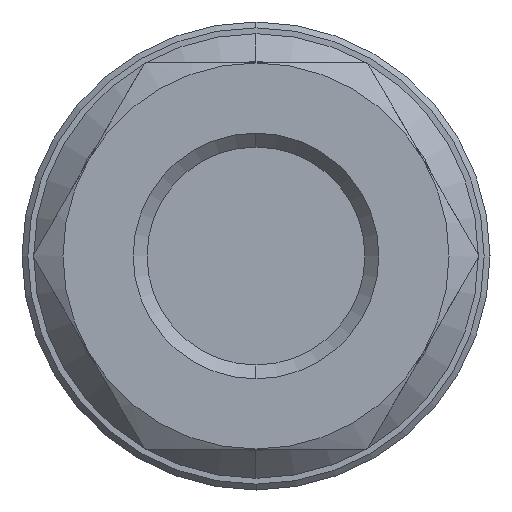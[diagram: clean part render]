
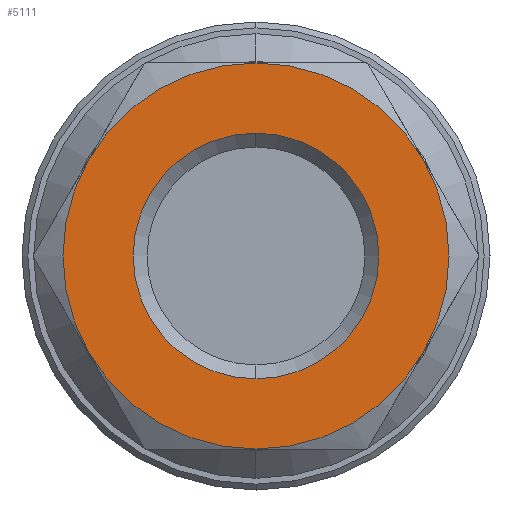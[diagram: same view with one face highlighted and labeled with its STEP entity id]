
A CAD part, left-side view. The second image highlights one B-rep face of the part: STEP entity #5111.
In plain terms, the highlighted planar face has unit normal (-1, 0, 0).
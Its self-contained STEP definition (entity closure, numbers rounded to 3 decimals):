
#218 = EDGE_LOOP ( 'NONE', ( #7458, #7457 ) ) ;
#344 = EDGE_LOOP ( 'NONE', ( #7456, #7455, #7454, #7453, #7452, #7451 ) ) ;
#571 = EDGE_CURVE ( 'NONE', #3108, #3105, #1894, .T. ) ;
#582 = EDGE_CURVE ( 'NONE', #3105, #3108, #1907, .T. ) ;
#583 = EDGE_CURVE ( 'NONE', #3112, #3113, #1908, .T. ) ;
#584 = EDGE_CURVE ( 'NONE', #3115, #3112, #1909, .T. ) ;
#585 = EDGE_CURVE ( 'NONE', #3114, #3115, #1911, .T. ) ;
#586 = EDGE_CURVE ( 'NONE', #3116, #3114, #1914, .T. ) ;
#587 = EDGE_CURVE ( 'NONE', #3118, #3116, #1916, .T. ) ;
#589 = EDGE_CURVE ( 'NONE', #3113, #3118, #1917, .T. ) ;
#946 = AXIS2_PLACEMENT_3D ( 'NONE', #3405, #3406, #3407 ) ;
#952 = AXIS2_PLACEMENT_3D ( 'NONE', #3491, #3492, #3493 ) ;
#953 = AXIS2_PLACEMENT_3D ( 'NONE', #3494, #3495, #3496 ) ;
#954 = AXIS2_PLACEMENT_3D ( 'NONE', #3497, #3498, #3499 ) ;
#955 = AXIS2_PLACEMENT_3D ( 'NONE', #3500, #3501, #3502 ) ;
#956 = AXIS2_PLACEMENT_3D ( 'NONE', #3503, #3504, #3505 ) ;
#957 = AXIS2_PLACEMENT_3D ( 'NONE', #3506, #3507, #3508 ) ;
#958 = AXIS2_PLACEMENT_3D ( 'NONE', #3509, #3510, #3511 ) ;
#1894 = CIRCLE ( 'NONE', #946, 10.5 ) ;
#1907 = CIRCLE ( 'NONE', #952, 10.5 ) ;
#1908 = CIRCLE ( 'NONE', #953, 16.5 ) ;
#1909 = CIRCLE ( 'NONE', #954, 16.5 ) ;
#1911 = CIRCLE ( 'NONE', #955, 16.5 ) ;
#1914 = CIRCLE ( 'NONE', #956, 16.5 ) ;
#1916 = CIRCLE ( 'NONE', #957, 16.5 ) ;
#1917 = CIRCLE ( 'NONE', #958, 16.5 ) ;
#2745 = FACE_BOUND ( 'NONE', #218, .T. ) ;
#2747 = FACE_OUTER_BOUND ( 'NONE', #344, .T. ) ;
#3105 = VERTEX_POINT ( 'NONE', #6314 ) ;
#3108 = VERTEX_POINT ( 'NONE', #6317 ) ;
#3112 = VERTEX_POINT ( 'NONE', #6321 ) ;
#3113 = VERTEX_POINT ( 'NONE', #6322 ) ;
#3114 = VERTEX_POINT ( 'NONE', #6323 ) ;
#3115 = VERTEX_POINT ( 'NONE', #6324 ) ;
#3116 = VERTEX_POINT ( 'NONE', #6325 ) ;
#3118 = VERTEX_POINT ( 'NONE', #6327 ) ;
#3405 = CARTESIAN_POINT ( 'NONE',  ( 0., 0., 0. ) ) ;
#3406 = DIRECTION ( 'NONE',  ( 1., 0., 0. ) ) ;
#3407 = DIRECTION ( 'NONE',  ( 0., 0., -1. ) ) ;
#3491 = CARTESIAN_POINT ( 'NONE',  ( 0., 0., 0. ) ) ;
#3492 = DIRECTION ( 'NONE',  ( 1., 0., 0. ) ) ;
#3493 = DIRECTION ( 'NONE',  ( 0., 0., -1. ) ) ;
#3494 = CARTESIAN_POINT ( 'NONE',  ( 0., 0., 0. ) ) ;
#3495 = DIRECTION ( 'NONE',  ( 1., 0., 0. ) ) ;
#3496 = DIRECTION ( 'NONE',  ( 0., 0., -1. ) ) ;
#3497 = CARTESIAN_POINT ( 'NONE',  ( 0., 0., 0. ) ) ;
#3498 = DIRECTION ( 'NONE',  ( 1., 0., 0. ) ) ;
#3499 = DIRECTION ( 'NONE',  ( 0., 0., -1. ) ) ;
#3500 = CARTESIAN_POINT ( 'NONE',  ( 0., 0., 0. ) ) ;
#3501 = DIRECTION ( 'NONE',  ( 1., 0., 0. ) ) ;
#3502 = DIRECTION ( 'NONE',  ( 0., 0., -1. ) ) ;
#3503 = CARTESIAN_POINT ( 'NONE',  ( 0., 0., 0. ) ) ;
#3504 = DIRECTION ( 'NONE',  ( 1., 0., 0. ) ) ;
#3505 = DIRECTION ( 'NONE',  ( 0., 0., -1. ) ) ;
#3506 = CARTESIAN_POINT ( 'NONE',  ( 0., 0., 0. ) ) ;
#3507 = DIRECTION ( 'NONE',  ( 1., 0., 0. ) ) ;
#3508 = DIRECTION ( 'NONE',  ( 0., 0., -1. ) ) ;
#3509 = CARTESIAN_POINT ( 'NONE',  ( 0., 0., 0. ) ) ;
#3510 = DIRECTION ( 'NONE',  ( 1., 0., 0. ) ) ;
#3511 = DIRECTION ( 'NONE',  ( 0., 0., -1. ) ) ;
#5111 = ADVANCED_FACE ( 'NONE', ( #2745, #2747 ), #6664, .T. ) ;
#5432 = AXIS2_PLACEMENT_3D ( 'NONE', #6665, #6666, #6667 ) ;
#6314 = CARTESIAN_POINT ( 'NONE',  ( 0., 0., -10.5 ) ) ;
#6317 = CARTESIAN_POINT ( 'NONE',  ( 0., 0., 10.5 ) ) ;
#6321 = CARTESIAN_POINT ( 'NONE',  ( 0., 14.289, 8.25 ) ) ;
#6322 = CARTESIAN_POINT ( 'NONE',  ( 0., 0., 16.5 ) ) ;
#6323 = CARTESIAN_POINT ( 'NONE',  ( 0., 0., -16.5 ) ) ;
#6324 = CARTESIAN_POINT ( 'NONE',  ( 0., 14.289, -8.25 ) ) ;
#6325 = CARTESIAN_POINT ( 'NONE',  ( 0., -14.289, -8.25 ) ) ;
#6327 = CARTESIAN_POINT ( 'NONE',  ( 0., -14.289, 8.25 ) ) ;
#6664 = PLANE ( 'NONE',  #5432 ) ;
#6665 = CARTESIAN_POINT ( 'NONE',  ( 0., 16.5, 0. ) ) ;
#6666 = DIRECTION ( 'NONE',  ( -1., 0., 0. ) ) ;
#6667 = DIRECTION ( 'NONE',  ( 0., 0., 1. ) ) ;
#7451 = ORIENTED_EDGE ( 'NONE', *, *, #589, .F. ) ;
#7452 = ORIENTED_EDGE ( 'NONE', *, *, #587, .F. ) ;
#7453 = ORIENTED_EDGE ( 'NONE', *, *, #586, .F. ) ;
#7454 = ORIENTED_EDGE ( 'NONE', *, *, #585, .F. ) ;
#7455 = ORIENTED_EDGE ( 'NONE', *, *, #584, .F. ) ;
#7456 = ORIENTED_EDGE ( 'NONE', *, *, #583, .F. ) ;
#7457 = ORIENTED_EDGE ( 'NONE', *, *, #582, .T. ) ;
#7458 = ORIENTED_EDGE ( 'NONE', *, *, #571, .T. ) ;
